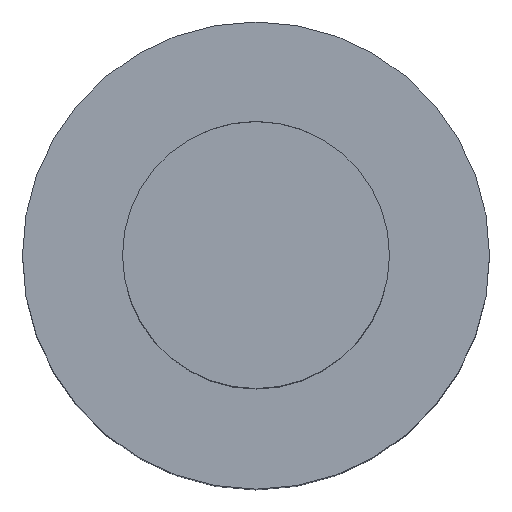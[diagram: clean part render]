
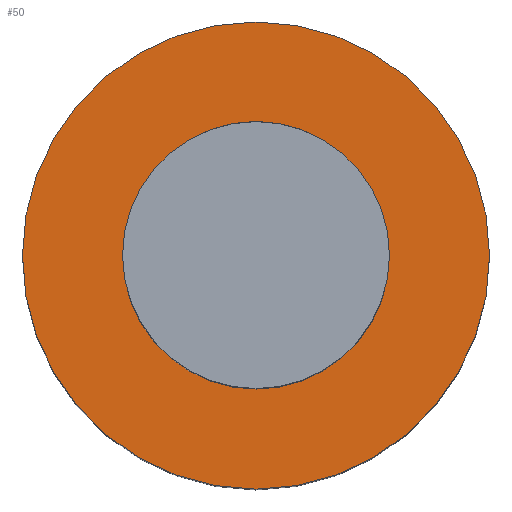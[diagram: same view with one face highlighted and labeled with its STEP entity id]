
A CAD part, top view. The second image highlights one B-rep face of the part: STEP entity #50.
In plain terms, the highlighted planar face has unit normal (0, 0, 1).
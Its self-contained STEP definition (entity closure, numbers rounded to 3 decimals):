
#39=EDGE_CURVE('240[2]',#93,#93,#94,.T.);
#50=ADVANCED_FACE('240[2]',(#110,#111),#112,.F.);
#58=EDGE_CURVE('240[2]',#122,#122,#123,.T.);
#93=VERTEX_POINT('',#157);
#94=CIRCLE('',#158,24.5);
#110=FACE_BOUND('',#178,.T.);
#111=FACE_OUTER_BOUND('',#179,.T.);
#112=PLANE('',#180);
#122=VERTEX_POINT('',#193);
#123=CIRCLE('',#194,14.0);
#157=CARTESIAN_POINT('',(24.5,0.0,0.0));
#158=AXIS2_PLACEMENT_3D('',#294,#295,#296);
#178=EDGE_LOOP('',(#314));
#179=EDGE_LOOP('',(#315));
#180=AXIS2_PLACEMENT_3D('',#316,#317,#318);
#193=CARTESIAN_POINT('',(14.0,0.0,0.0));
#194=AXIS2_PLACEMENT_3D('',#329,#330,#331);
#294=CARTESIAN_POINT('',(0.0,0.0,0.0));
#295=DIRECTION('',(-0.0,0.0,1.0));
#296=DIRECTION('',(1.0,0.0,0.0));
#314=ORIENTED_EDGE('',*,*,#58,.T.);
#315=ORIENTED_EDGE('',*,*,#39,.T.);
#316=CARTESIAN_POINT('',(4.34,-24.113,0.0));
#317=DIRECTION('',(0.0,0.0,-1.0));
#318=DIRECTION('',(0.0,-1.0,0.0));
#329=CARTESIAN_POINT('',(0.0,0.0,0.0));
#330=DIRECTION('',(0.0,0.0,-1.0));
#331=DIRECTION('',(1.0,-0.0,0.0));
